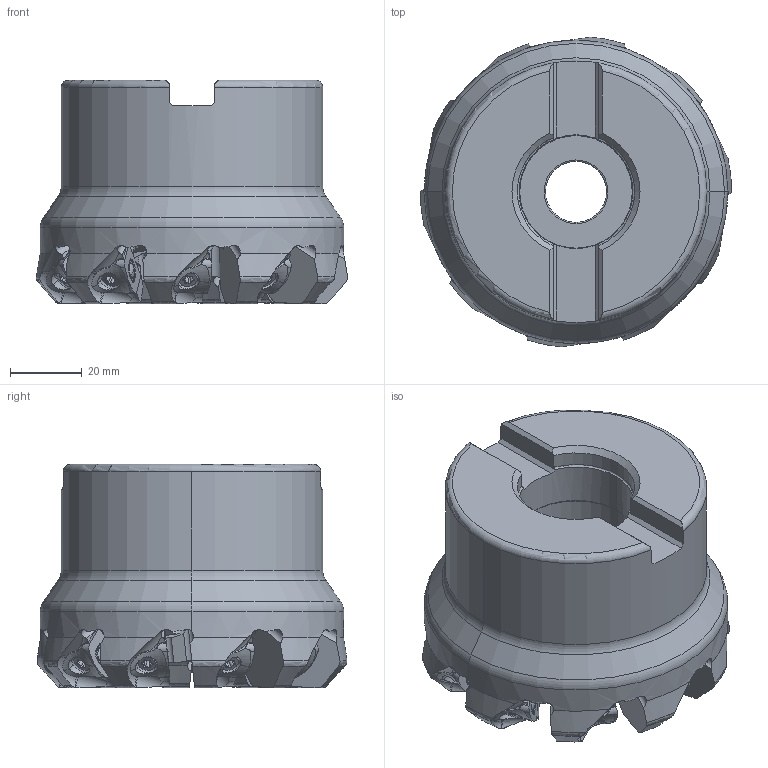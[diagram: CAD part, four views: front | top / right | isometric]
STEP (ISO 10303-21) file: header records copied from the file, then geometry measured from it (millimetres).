
FILE_DESCRIPTION(/* description */ (''),/* implementation_level */ '2;1');
FILE_NAME(/* name */ 'AHX640WR0310D.stp',/* time_stamp */ '2018-01-09T17:38:14+09:00',/* author */ (''),/* organization */ (''),/* preprocessor_version */ 'ST-DEVELOPER v16',/* originating_system */ 'SIEMENS PLM Software NX 10.0',/* authorisation */ '');
FILE_SCHEMA (('AUTOMOTIVE_DESIGN { 1 0 10303 214 3 1 1 1 }'));
Length unit declared in the file: millimetre
Products named in the file (1): AHX640WR0310D_ASM
Bounding box: 86.85 x 86.43 x 62.33 mm (x, y, z)
Volume: 206073.1 mm3; surface area: 51168.5 mm2
Topology: 21 solids, 21 shells, 1599 faces, 4369 edges, 2763 vertices
Faces by surface type: cylinder 604, plane 399, cone 290, torus 226, sphere 80
Entity records: 60581 total; most frequent: CARTESIAN_POINT 20763, ORIENTED_EDGE 8578, DIRECTION 8124, EDGE_CURVE 4289, AXIS2_PLACEMENT_3D 3373, VERTEX_POINT 2763, EDGE_LOOP 1652, ADVANCED_FACE 1599
